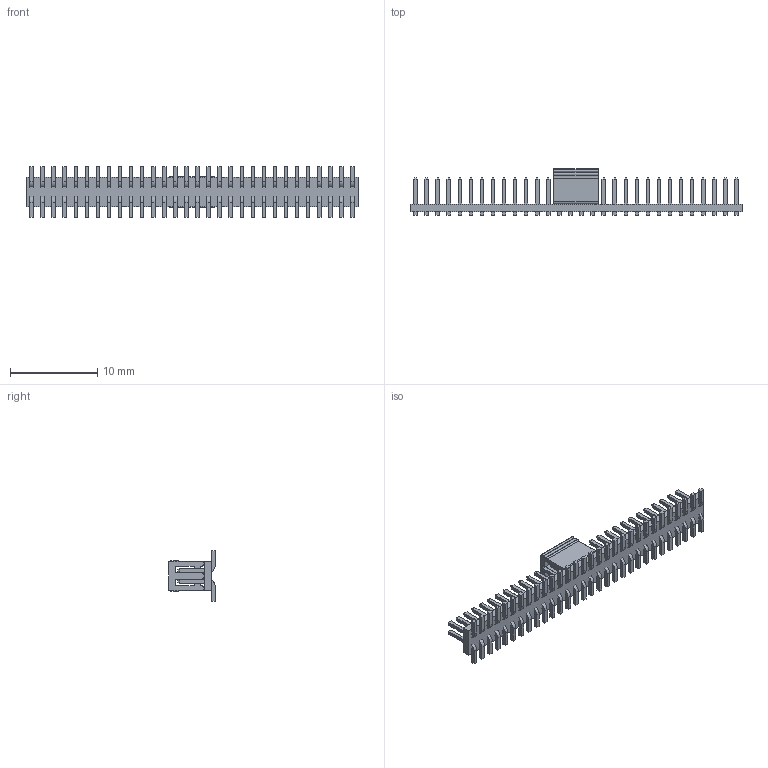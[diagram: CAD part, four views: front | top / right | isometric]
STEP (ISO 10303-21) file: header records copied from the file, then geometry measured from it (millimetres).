
FILE_DESCRIPTION( ( 'STEP AP203' ), '1' );
FILE_NAME( 'FTS-130-01-L-DV-P.stp', '2021-12-22T01:03:38', ( 'License CC BY-ND 4.0' ), ( 'CADENAS' ), ' ', 'PARTsolutions', ' ' );
FILE_SCHEMA( ( 'CONFIG_CONTROL_DESIGN' ) );
Length unit declared in the file: inch
Products named in the file (5): FTS-130-01-L-DV-P; _FTS-130-01-L-DV-P_body; _FTS-130-01-L-DV-P_pins1; _FTS-130-01-L-DV-P_pins2; _FTS-1-01-P_sp
Assembly tree (4 placements, depth 2):
  FTS-130-01-L-DV-P
    _FTS-130-01-L-DV-P_body
    _FTS-130-01-L-DV-P_pins1
    _FTS-130-01-L-DV-P_pins2
    _FTS-1-01-P_sp
Bounding box: 38.1 x 5.33 x 5.84 mm (x, y, z)
Volume: 252.8 mm3; surface area: 1364.5 mm2
Topology: 4 solids, 4 shells, 882 faces, 2382 edges, 1508 vertices
Faces by surface type: plane 867, cylinder 15
Entity records: 27194 total; most frequent: CARTESIAN_POINT 4777, ORIENTED_EDGE 4764, DIRECTION 4418, EDGE_CURVE 2382, LINE 2120, VECTOR 2120, VERTEX_POINT 1508, AXIS2_PLACEMENT_3D 1149
